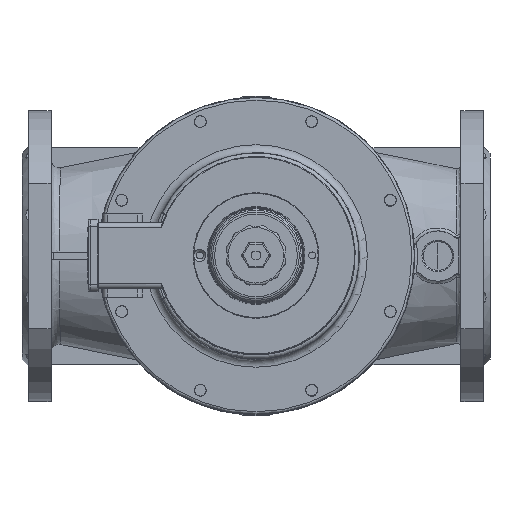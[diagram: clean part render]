
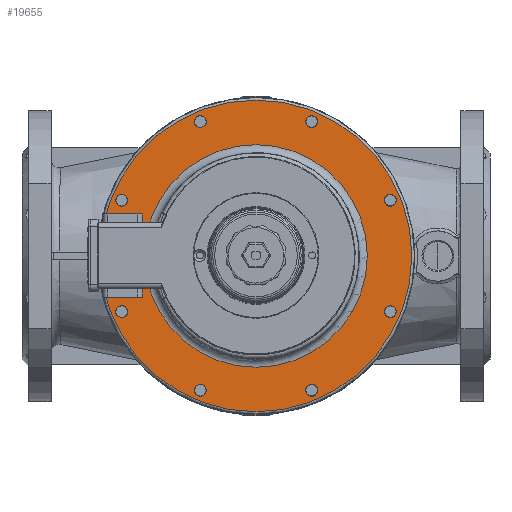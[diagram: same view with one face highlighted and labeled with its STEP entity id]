
A CAD part, top view. The second image highlights one B-rep face of the part: STEP entity #19655.
In plain terms, the highlighted planar face has unit normal (0, 0, 1).
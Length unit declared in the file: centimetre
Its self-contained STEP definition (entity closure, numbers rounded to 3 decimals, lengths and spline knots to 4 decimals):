
#4111=PLANE('',#20884);
#4583=FACE_BOUND('',#6045,.T.);
#4584=FACE_BOUND('',#6046,.T.);
#4585=FACE_BOUND('',#6047,.T.);
#4586=FACE_BOUND('',#6048,.T.);
#4587=FACE_BOUND('',#6049,.T.);
#4588=FACE_BOUND('',#6050,.T.);
#4589=FACE_BOUND('',#6051,.T.);
#4590=FACE_BOUND('',#6052,.T.);
#4591=FACE_BOUND('',#6053,.T.);
#4592=FACE_BOUND('',#6054,.T.);
#6045=EDGE_LOOP('',(#13446));
#6046=EDGE_LOOP('',(#13447));
#6047=EDGE_LOOP('',(#13448));
#6048=EDGE_LOOP('',(#13449));
#6049=EDGE_LOOP('',(#13450));
#6050=EDGE_LOOP('',(#13451));
#6051=EDGE_LOOP('',(#13452));
#6052=EDGE_LOOP('',(#13453));
#6053=EDGE_LOOP('',(#13454));
#6054=EDGE_LOOP('',(#13455));
#7446=CIRCLE('',#20863,8.4193);
#7455=CIRCLE('',#20883,11.786);
#7456=CIRCLE('',#20885,0.45);
#7457=CIRCLE('',#20886,0.45);
#7458=CIRCLE('',#20887,0.45);
#7459=CIRCLE('',#20888,0.45);
#7460=CIRCLE('',#20889,0.45);
#7461=CIRCLE('',#20890,0.45);
#7462=CIRCLE('',#20891,0.45);
#7463=CIRCLE('',#20892,0.45);
#8246=VERTEX_POINT('',#27686);
#8258=VERTEX_POINT('',#27741);
#8259=VERTEX_POINT('',#27744);
#8260=VERTEX_POINT('',#27746);
#8261=VERTEX_POINT('',#27748);
#8262=VERTEX_POINT('',#27750);
#8263=VERTEX_POINT('',#27752);
#8264=VERTEX_POINT('',#27754);
#8265=VERTEX_POINT('',#27756);
#8266=VERTEX_POINT('',#27758);
#10308=EDGE_CURVE('',#8246,#8246,#7446,.T.);
#10330=EDGE_CURVE('',#8258,#8258,#7455,.T.);
#10331=EDGE_CURVE('',#8259,#8259,#7456,.T.);
#10332=EDGE_CURVE('',#8260,#8260,#7457,.T.);
#10333=EDGE_CURVE('',#8261,#8261,#7458,.T.);
#10334=EDGE_CURVE('',#8262,#8262,#7459,.T.);
#10335=EDGE_CURVE('',#8263,#8263,#7460,.T.);
#10336=EDGE_CURVE('',#8264,#8264,#7461,.T.);
#10337=EDGE_CURVE('',#8265,#8265,#7462,.T.);
#10338=EDGE_CURVE('',#8266,#8266,#7463,.T.);
#13446=ORIENTED_EDGE('',*,*,#10308,.F.);
#13447=ORIENTED_EDGE('',*,*,#10331,.T.);
#13448=ORIENTED_EDGE('',*,*,#10332,.T.);
#13449=ORIENTED_EDGE('',*,*,#10333,.T.);
#13450=ORIENTED_EDGE('',*,*,#10334,.T.);
#13451=ORIENTED_EDGE('',*,*,#10335,.T.);
#13452=ORIENTED_EDGE('',*,*,#10336,.T.);
#13453=ORIENTED_EDGE('',*,*,#10337,.T.);
#13454=ORIENTED_EDGE('',*,*,#10338,.T.);
#13455=ORIENTED_EDGE('',*,*,#10330,.F.);
#19655=ADVANCED_FACE('',(#4583,#4584,#4585,#4586,#4587,#4588,#4589,#4590,
#4591,#4592),#4111,.T.);
#20863=AXIS2_PLACEMENT_3D('',#27687,#22626,#22627);
#20883=AXIS2_PLACEMENT_3D('',#27742,#22676,#22677);
#20884=AXIS2_PLACEMENT_3D('',#27743,#22678,#22679);
#20885=AXIS2_PLACEMENT_3D('',#27745,#22680,#22681);
#20886=AXIS2_PLACEMENT_3D('',#27747,#22682,#22683);
#20887=AXIS2_PLACEMENT_3D('',#27749,#22684,#22685);
#20888=AXIS2_PLACEMENT_3D('',#27751,#22686,#22687);
#20889=AXIS2_PLACEMENT_3D('',#27753,#22688,#22689);
#20890=AXIS2_PLACEMENT_3D('',#27755,#22690,#22691);
#20891=AXIS2_PLACEMENT_3D('',#27757,#22692,#22693);
#20892=AXIS2_PLACEMENT_3D('',#27759,#22694,#22695);
#22626=DIRECTION('center_axis',(0.,0.,
1.));
#22627=DIRECTION('ref_axis',(0.,1.,0.));
#22676=DIRECTION('center_axis',(0.,0.,
-1.));
#22677=DIRECTION('ref_axis',(0.,1.,0.));
#22678=DIRECTION('center_axis',(0.,0.,
1.));
#22679=DIRECTION('ref_axis',(1.,0.,0.));
#22680=DIRECTION('center_axis',(0.,0.,
-1.));
#22681=DIRECTION('ref_axis',(0.707,0.707,0.));
#22682=DIRECTION('center_axis',(0.,0.,
-1.));
#22683=DIRECTION('ref_axis',(1.,0.,0.));
#22684=DIRECTION('center_axis',(0.,0.,
-1.));
#22685=DIRECTION('ref_axis',(0.707,-0.707,0.));
#22686=DIRECTION('center_axis',(0.,0.,
-1.));
#22687=DIRECTION('ref_axis',(0.,-1.,0.));
#22688=DIRECTION('center_axis',(0.,0.,
-1.));
#22689=DIRECTION('ref_axis',(-0.707,-0.707,0.));
#22690=DIRECTION('center_axis',(0.,0.,
-1.));
#22691=DIRECTION('ref_axis',(-1.,0.,0.));
#22692=DIRECTION('center_axis',(0.,0.,
-1.));
#22693=DIRECTION('ref_axis',(-0.707,0.707,0.));
#22694=DIRECTION('center_axis',(0.,0.,
-1.));
#22695=DIRECTION('ref_axis',(0.,1.,0.));
#27686=CARTESIAN_POINT('',(0.,-8.4193,8.5));
#27687=CARTESIAN_POINT('Origin',(0.,0.,
8.5));
#27741=CARTESIAN_POINT('',(0.,-11.786,8.5));
#27742=CARTESIAN_POINT('Origin',(0.,0.,
8.5));
#27743=CARTESIAN_POINT('Origin',(0.,-9.9061,
8.5));
#27744=CARTESIAN_POINT('',(3.8913,-10.4809,8.5));
#27745=CARTESIAN_POINT('Origin',(4.2095,-10.1627,8.5));
#27746=CARTESIAN_POINT('',(-4.6595,-10.1627,8.5));
#27747=CARTESIAN_POINT('Origin',(-4.2095,-10.1627,8.5));
#27748=CARTESIAN_POINT('',(-10.4809,-3.8913,8.5));
#27749=CARTESIAN_POINT('Origin',(-10.1627,-4.2095,8.5));
#27750=CARTESIAN_POINT('',(-10.1627,4.6595,8.5));
#27751=CARTESIAN_POINT('Origin',(-10.1627,4.2095,8.5));
#27752=CARTESIAN_POINT('',(-3.8913,10.4809,8.5));
#27753=CARTESIAN_POINT('Origin',(-4.2095,10.1627,8.5));
#27754=CARTESIAN_POINT('',(4.6595,10.1627,8.5));
#27755=CARTESIAN_POINT('Origin',(4.2095,10.1627,8.5));
#27756=CARTESIAN_POINT('',(10.4809,3.8913,8.5));
#27757=CARTESIAN_POINT('Origin',(10.1627,4.2095,8.5));
#27758=CARTESIAN_POINT('',(10.1627,-4.6595,8.5));
#27759=CARTESIAN_POINT('Origin',(10.1627,-4.2095,8.5));
